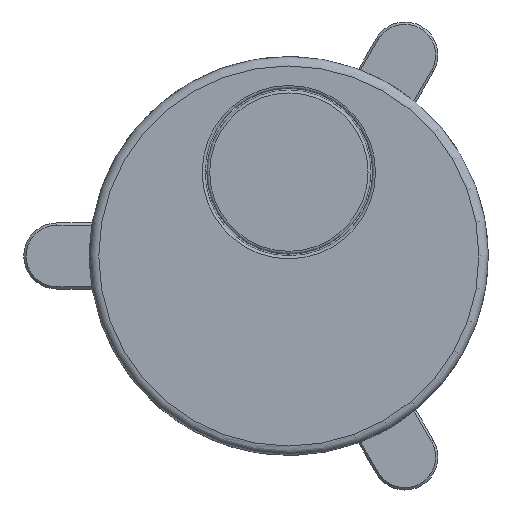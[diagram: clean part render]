
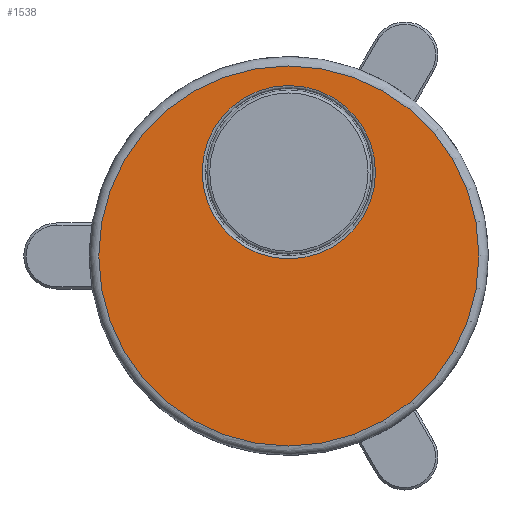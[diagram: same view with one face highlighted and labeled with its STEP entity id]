
A CAD part, front view. The second image highlights one B-rep face of the part: STEP entity #1538.
In plain terms, the highlighted planar face has unit normal (0, -1, 0).
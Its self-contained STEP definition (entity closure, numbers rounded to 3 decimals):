
#42=FACE_BOUND('',#239,.T.);
#83=CIRCLE('',#1679,9.3);
#84=CIRCLE('',#1681,20.4);
#134=FACE_OUTER_BOUND('',#238,.T.);
#238=EDGE_LOOP('',(#1137));
#239=EDGE_LOOP('',(#1138));
#707=VERTEX_POINT('',#2391);
#708=VERTEX_POINT('',#2394);
#873=EDGE_CURVE('',#707,#707,#83,.T.);
#874=EDGE_CURVE('',#708,#708,#84,.T.);
#1137=ORIENTED_EDGE('',*,*,#874,.F.);
#1138=ORIENTED_EDGE('',*,*,#873,.F.);
#1440=PLANE('',#1680);
#1538=ADVANCED_FACE('',(#134,#42),#1440,.F.);
#1679=AXIS2_PLACEMENT_3D('',#2392,#1927,#1928);
#1680=AXIS2_PLACEMENT_3D('',#2393,#1929,#1930);
#1681=AXIS2_PLACEMENT_3D('',#2395,#1931,#1932);
#1927=DIRECTION('center_axis',(0.,-1.,0.));
#1928=DIRECTION('ref_axis',(1.,0.,0.));
#1929=DIRECTION('center_axis',(0.,1.,0.));
#1930=DIRECTION('ref_axis',(1.,0.,0.));
#1931=DIRECTION('center_axis',(0.,1.,0.));
#1932=DIRECTION('ref_axis',(1.,0.,0.));
#2391=CARTESIAN_POINT('',(-64.71,-19.978,53.439));
#2392=CARTESIAN_POINT('Origin',(-55.41,-19.978,53.439));
#2393=CARTESIAN_POINT('Origin',(-55.41,-19.978,44.439));
#2394=CARTESIAN_POINT('',(-75.81,-19.978,44.439));
#2395=CARTESIAN_POINT('Origin',(-55.41,-19.978,44.439));
